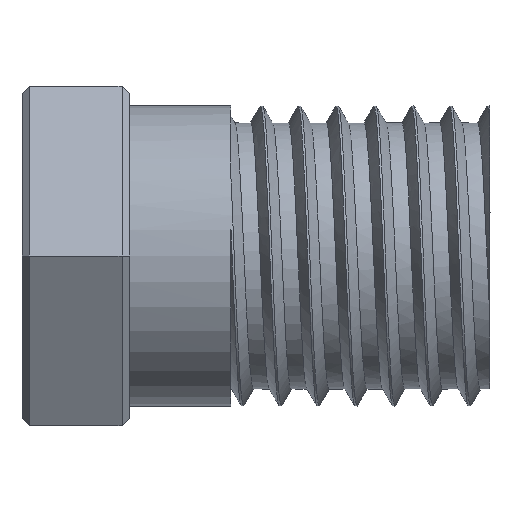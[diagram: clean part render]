
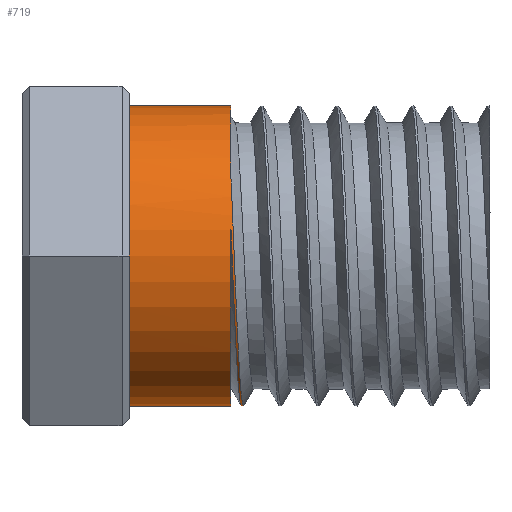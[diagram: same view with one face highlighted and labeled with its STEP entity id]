
A CAD part, left-side view. The second image highlights one B-rep face of the part: STEP entity #719.
In plain terms, the highlighted cylindrical face has radius 8.4 mm (diameter 16.8 mm), a full revolution.
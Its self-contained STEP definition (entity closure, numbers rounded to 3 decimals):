
#57=FACE_OUTER_BOUND('',#100,.T.);
#100=EDGE_LOOP('',(#530,#531,#532,#533,#534,#535,#536,#537));
#136=CIRCLE('',#781,8.4);
#137=CIRCLE('',#782,8.4);
#138=CIRCLE('',#783,8.4);
#170=B_SPLINE_CURVE_WITH_KNOTS('',3,(#1906,#1907,#1908,#1909,#1910,#1911,
#1912,#1913,#1914,#1915,#1916,#1917,#1918,#1919,#1920,#1921),
 .UNSPECIFIED.,.F.,.F.,(4,3,3,3,3,4),(35.449,35.557,
36.23,36.903,37.575,38.248),
 .UNSPECIFIED.);
#171=B_SPLINE_CURVE_WITH_KNOTS('',3,(#1925,#1926,#1927,#1928,#1929,#1930,
#1931,#1932,#1933,#1934,#1935,#1936,#1937,#1938,#1939,#1940),
 .UNSPECIFIED.,.F.,.F.,(4,3,3,3,3,4),(1.949,2.596,
3.268,3.941,4.614,5.054),
 .UNSPECIFIED.);
#193=LINE('',#1902,#253);
#194=LINE('',#1923,#254);
#253=VECTOR('',#870,8.4);
#254=VECTOR('',#873,8.4);
#332=VERTEX_POINT('',#1899);
#333=VERTEX_POINT('',#1901);
#334=VERTEX_POINT('',#1903);
#335=VERTEX_POINT('',#1905);
#336=VERTEX_POINT('',#1922);
#337=VERTEX_POINT('',#1924);
#411=EDGE_CURVE('',#332,#332,#136,.T.);
#412=EDGE_CURVE('',#332,#333,#193,.T.);
#413=EDGE_CURVE('',#334,#333,#137,.T.);
#414=EDGE_CURVE('',#335,#334,#170,.T.);
#415=EDGE_CURVE('',#335,#336,#194,.T.);
#416=EDGE_CURVE('',#337,#336,#171,.T.);
#417=EDGE_CURVE('',#333,#337,#138,.T.);
#530=ORIENTED_EDGE('',*,*,#411,.F.);
#531=ORIENTED_EDGE('',*,*,#412,.T.);
#532=ORIENTED_EDGE('',*,*,#413,.F.);
#533=ORIENTED_EDGE('',*,*,#414,.F.);
#534=ORIENTED_EDGE('',*,*,#415,.T.);
#535=ORIENTED_EDGE('',*,*,#416,.F.);
#536=ORIENTED_EDGE('',*,*,#417,.F.);
#537=ORIENTED_EDGE('',*,*,#412,.F.);
#701=CYLINDRICAL_SURFACE('',#780,8.4);
#719=ADVANCED_FACE('',(#57),#701,.T.);
#780=AXIS2_PLACEMENT_3D('',#1898,#866,#867);
#781=AXIS2_PLACEMENT_3D('',#1900,#868,#869);
#782=AXIS2_PLACEMENT_3D('',#1904,#871,#872);
#783=AXIS2_PLACEMENT_3D('',#1941,#874,#875);
#866=DIRECTION('center_axis',(0.,-1.,0.));
#867=DIRECTION('ref_axis',(-1.,0.,0.));
#868=DIRECTION('center_axis',(0.,1.,0.));
#869=DIRECTION('ref_axis',(-1.,0.,0.));
#870=DIRECTION('',(0.,-1.,0.));
#871=DIRECTION('center_axis',(0.,-1.,0.));
#872=DIRECTION('ref_axis',(-1.,0.,0.));
#873=DIRECTION('',(0.,-1.,0.));
#874=DIRECTION('center_axis',(0.,-1.,0.));
#875=DIRECTION('ref_axis',(-1.,0.,0.));
#1898=CARTESIAN_POINT('Origin',(-12.364,0.,0.));
#1899=CARTESIAN_POINT('',(-3.964,0.,0.));
#1900=CARTESIAN_POINT('Origin',(-12.364,0.,0.));
#1901=CARTESIAN_POINT('',(-3.964,-5.7,0.));
#1902=CARTESIAN_POINT('',(-3.964,0.,0.));
#1903=CARTESIAN_POINT('',(-20.632,-5.7,1.481));
#1904=CARTESIAN_POINT('Origin',(-12.364,-5.7,0.));
#1905=CARTESIAN_POINT('',(-3.961,-6.818,-0.002));
#1906=CARTESIAN_POINT('Ctrl Pts',(-3.961,-6.818,-0.002));
#1907=CARTESIAN_POINT('Ctrl Pts',(-3.96,-6.804,-0.361));
#1908=CARTESIAN_POINT('Ctrl Pts',(-3.981,-6.789,-0.719));
#1909=CARTESIAN_POINT('Ctrl Pts',(-4.027,-6.775,-1.075));
#1910=CARTESIAN_POINT('Ctrl Pts',(-4.312,-6.685,-3.286));
#1911=CARTESIAN_POINT('Ctrl Pts',(-5.53,-6.596,-5.376));
#1912=CARTESIAN_POINT('Ctrl Pts',(-7.311,-6.506,-6.717));
#1913=CARTESIAN_POINT('Ctrl Pts',(-9.093,-6.417,-8.057));
#1914=CARTESIAN_POINT('Ctrl Pts',(-11.438,-6.327,-8.647));
#1915=CARTESIAN_POINT('Ctrl Pts',(-13.642,-6.237,-8.308));
#1916=CARTESIAN_POINT('Ctrl Pts',(-15.846,-6.148,-7.968));
#1917=CARTESIAN_POINT('Ctrl Pts',(-17.908,-6.058,-6.699));
#1918=CARTESIAN_POINT('Ctrl Pts',(-19.203,-5.969,-4.886));
#1919=CARTESIAN_POINT('Ctrl Pts',(-20.498,-5.879,-3.073));
#1920=CARTESIAN_POINT('Ctrl Pts',(-21.026,-5.79,-0.717));
#1921=CARTESIAN_POINT('Ctrl Pts',(-20.632,-5.7,1.481));
#1922=CARTESIAN_POINT('',(-3.967,-6.94,0.003));
#1923=CARTESIAN_POINT('',(-3.964,0.,0.));
#1924=CARTESIAN_POINT('',(-19.572,-5.7,4.323));
#1925=CARTESIAN_POINT('Ctrl Pts',(-19.572,-5.7,4.323));
#1926=CARTESIAN_POINT('Ctrl Pts',(-20.672,-5.786,2.483));
#1927=CARTESIAN_POINT('Ctrl Pts',(-21.035,-5.872,0.201));
#1928=CARTESIAN_POINT('Ctrl Pts',(-20.554,-5.958,-1.887));
#1929=CARTESIAN_POINT('Ctrl Pts',(-20.053,-6.048,-4.06));
#1930=CARTESIAN_POINT('Ctrl Pts',(-18.638,-6.137,-6.022));
#1931=CARTESIAN_POINT('Ctrl Pts',(-16.733,-6.227,-7.18));
#1932=CARTESIAN_POINT('Ctrl Pts',(-14.829,-6.317,-8.339));
#1933=CARTESIAN_POINT('Ctrl Pts',(-12.436,-6.406,-8.695));
#1934=CARTESIAN_POINT('Ctrl Pts',(-10.276,-6.496,-8.142));
#1935=CARTESIAN_POINT('Ctrl Pts',(-8.117,-6.585,-7.588));
#1936=CARTESIAN_POINT('Ctrl Pts',(-6.191,-6.675,-6.126));
#1937=CARTESIAN_POINT('Ctrl Pts',(-5.079,-6.764,-4.193));
#1938=CARTESIAN_POINT('Ctrl Pts',(-4.351,-6.823,-2.928));
#1939=CARTESIAN_POINT('Ctrl Pts',(-3.972,-6.882,-1.46));
#1940=CARTESIAN_POINT('Ctrl Pts',(-3.967,-6.94,0.003));
#1941=CARTESIAN_POINT('Origin',(-12.364,-5.7,0.));
